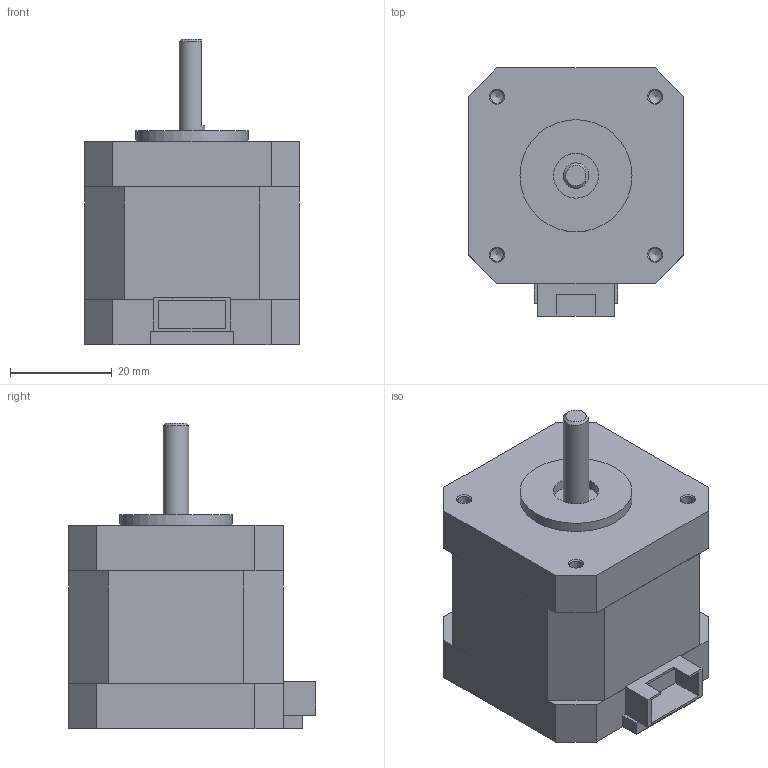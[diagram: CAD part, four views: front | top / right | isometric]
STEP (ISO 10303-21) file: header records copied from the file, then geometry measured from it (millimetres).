
FILE_DESCRIPTION(/* description */ ('STEP AP214'),/* implementation_level */ '2;1');
FILE_NAME(/* name */ '6053c52dca89d218b8e9fabf',/* time_stamp */ '2021-03-18T21:25:02+00:00',/* author */ (''),/* organization */ (''),/* preprocessor_version */ 'ST-DEVELOPER v18.1',/* originating_system */ ' ',/* authorisation */ ' ');
FILE_SCHEMA (('AUTOMOTIVE_DESIGN {1 0 10303 214 3 1 1}'));
Length unit declared in the file: metre
Products named in the file (1): Stepper motor NEMA 17 (Wantai 42BYGHW609L20P1-X2)
Bounding box: 42.3 x 48.6 x 60 mm (x, y, z)
Volume: 68244.5 mm3; surface area: 11360.2 mm2
Topology: 1 solids, 1 shells, 91 faces, 209 edges, 134 vertices
Faces by surface type: plane 62, cylinder 16, cone 9, torus 4
Full cylindrical faces by diameter (mm): 2.5 x4, 5 x1, 5.3 x4, 5.9 x4, 8.8 x1, 9.1 x1, 22 x1
Entity records: 2655 total; most frequent: CARTESIAN_POINT 407, DIRECTION 400, ORIENTED_EDGE 352, EDGE_CURVE 176, FACE_BOUND 137, AXIS2_PLACEMENT_3D 134, VERTEX_POINT 133, EDGE_LOOP 133
